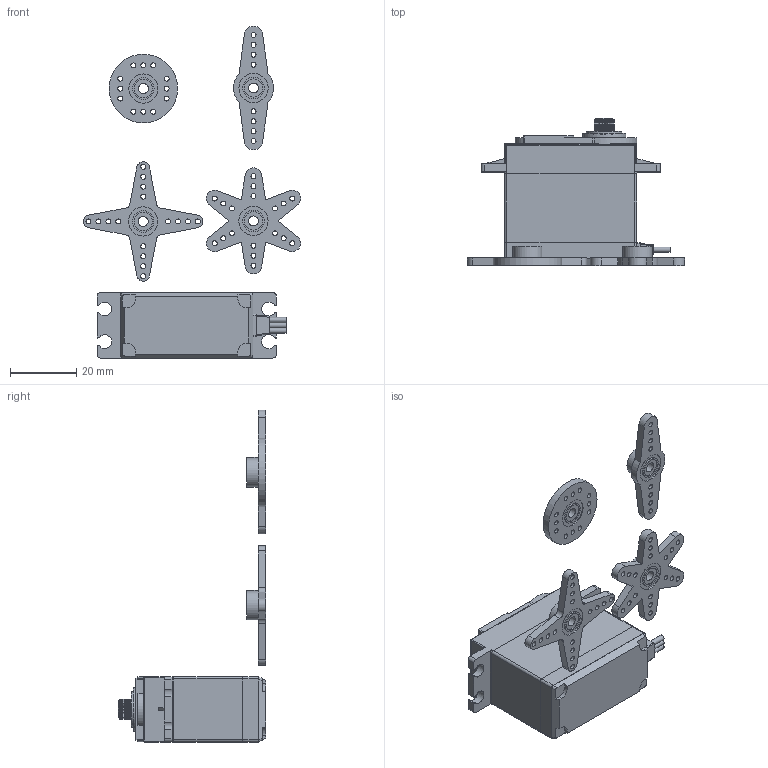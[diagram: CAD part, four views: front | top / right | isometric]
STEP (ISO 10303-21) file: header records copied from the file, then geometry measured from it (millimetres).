
FILE_DESCRIPTION(/* description */ (''),/* implementation_level */ '2;1');
FILE_NAME(/* name */ 'Servo Motor MG996R_ 一字摇臂.step',/* time_stamp */ '2021-12-15T16:31:17+08:00',/* author */ (''),/* organization */ (''),/* preprocessor_version */ 'ST-DEVELOPER v18.1',/* originating_system */ 'Autodesk Translation Framework v10.10.0.1391',/* authorisation */ '');
FILE_SCHEMA (('AUTOMOTIVE_DESIGN { 1 0 10303 214 3 1 1 }'));
Length unit declared in the file: millimetre
Products named in the file (1): Servo Motor MG996R
Bounding box: 65.44 x 44.55 x 100.1 mm (x, y, z)
Volume: 8889.2 mm3; surface area: 18250.5 mm2
Topology: 13 solids, 13 shells, 937 faces, 2856 edges, 2008 vertices
Faces by surface type: plane 565, cylinder 367, sphere 4, cone 1
Full cylindrical faces by diameter (mm): 1.5 x54, 1.6 x3, 2.4 x1, 3 x4, 5.5 x4, 6 x1, 6.5 x4, 8.75 x4, 8.8 x4, 10.75 x1, 12.3 x1, 13.1 x1, 20.7 x1
Entity records: 34468 total; most frequent: CARTESIAN_POINT 8025, ORIENTED_EDGE 5704, DIRECTION 5249, EDGE_CURVE 2852, VERTEX_POINT 2008, LINE 1885, VECTOR 1885, AXIS2_PLACEMENT_3D 1682
